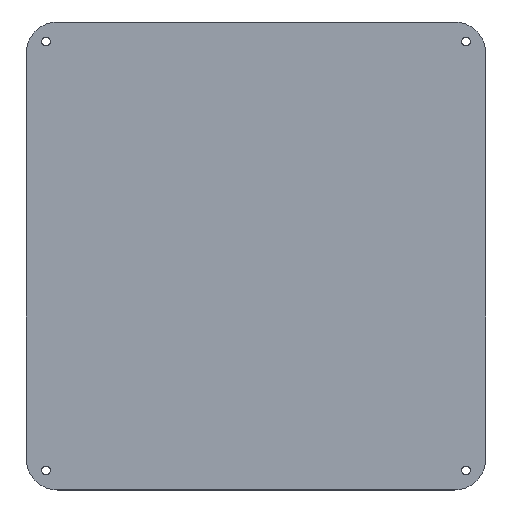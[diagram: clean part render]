
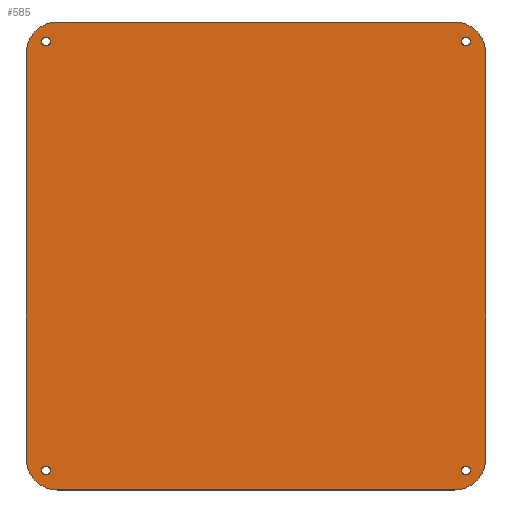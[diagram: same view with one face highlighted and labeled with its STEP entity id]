
A CAD part, top view. The second image highlights one B-rep face of the part: STEP entity #585.
In plain terms, the highlighted planar face has unit normal (0, 0, 1).
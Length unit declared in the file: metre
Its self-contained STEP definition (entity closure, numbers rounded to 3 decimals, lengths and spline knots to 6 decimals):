
#58=CIRCLE('',#671,0.0007);
#60=CIRCLE('',#674,0.0007);
#61=CIRCLE('',#675,0.0007);
#62=CIRCLE('',#676,0.0007);
#63=CIRCLE('',#677,0.005);
#64=CIRCLE('',#678,0.005);
#65=CIRCLE('',#679,0.005);
#66=CIRCLE('',#680,0.005);
#156=ORIENTED_EDGE('',*,*,#258,.F.);
#157=ORIENTED_EDGE('',*,*,#260,.F.);
#158=ORIENTED_EDGE('',*,*,#261,.F.);
#159=ORIENTED_EDGE('',*,*,#262,.F.);
#160=ORIENTED_EDGE('',*,*,#263,.T.);
#161=ORIENTED_EDGE('',*,*,#264,.T.);
#162=ORIENTED_EDGE('',*,*,#265,.T.);
#163=ORIENTED_EDGE('',*,*,#266,.T.);
#164=ORIENTED_EDGE('',*,*,#267,.F.);
#165=ORIENTED_EDGE('',*,*,#268,.T.);
#166=ORIENTED_EDGE('',*,*,#269,.F.);
#167=ORIENTED_EDGE('',*,*,#270,.T.);
#258=EDGE_CURVE('',#322,#322,#58,.T.);
#260=EDGE_CURVE('',#324,#324,#60,.T.);
#261=EDGE_CURVE('',#325,#325,#61,.T.);
#262=EDGE_CURVE('',#326,#326,#62,.T.);
#263=EDGE_CURVE('',#327,#328,#362,.T.);
#264=EDGE_CURVE('',#328,#329,#63,.T.);
#265=EDGE_CURVE('',#329,#330,#363,.T.);
#266=EDGE_CURVE('',#330,#331,#64,.T.);
#267=EDGE_CURVE('',#332,#331,#364,.T.);
#268=EDGE_CURVE('',#332,#333,#65,.T.);
#269=EDGE_CURVE('',#334,#333,#365,.T.);
#270=EDGE_CURVE('',#334,#327,#66,.T.);
#322=VERTEX_POINT('',#986);
#324=VERTEX_POINT('',#991);
#325=VERTEX_POINT('',#993);
#326=VERTEX_POINT('',#995);
#327=VERTEX_POINT('',#997);
#328=VERTEX_POINT('',#998);
#329=VERTEX_POINT('',#1000);
#330=VERTEX_POINT('',#1002);
#331=VERTEX_POINT('',#1004);
#332=VERTEX_POINT('',#1006);
#333=VERTEX_POINT('',#1008);
#334=VERTEX_POINT('',#1010);
#362=LINE('',#996,#394);
#363=LINE('',#1001,#395);
#364=LINE('',#1005,#396);
#365=LINE('',#1009,#397);
#394=VECTOR('',#826,1.);
#395=VECTOR('',#829,1.);
#396=VECTOR('',#832,1.);
#397=VECTOR('',#835,1.);
#454=EDGE_LOOP('',(#156));
#455=EDGE_LOOP('',(#157));
#456=EDGE_LOOP('',(#158));
#457=EDGE_LOOP('',(#159));
#458=EDGE_LOOP('',(#160,#161,#162,#163,#164,#165,#166,#167));
#522=FACE_BOUND('',#454,.T.);
#523=FACE_BOUND('',#455,.T.);
#524=FACE_BOUND('',#456,.T.);
#525=FACE_BOUND('',#457,.T.);
#526=FACE_BOUND('',#458,.T.);
#556=PLANE('',#673);
#585=ADVANCED_FACE('',(#522,#523,#524,#525,#526),#556,.T.);
#671=AXIS2_PLACEMENT_3D('',#985,#814,#815);
#673=AXIS2_PLACEMENT_3D('',#989,#818,#819);
#674=AXIS2_PLACEMENT_3D('',#990,#820,#821);
#675=AXIS2_PLACEMENT_3D('',#992,#822,#823);
#676=AXIS2_PLACEMENT_3D('',#994,#824,#825);
#677=AXIS2_PLACEMENT_3D('',#999,#827,#828);
#678=AXIS2_PLACEMENT_3D('',#1003,#830,#831);
#679=AXIS2_PLACEMENT_3D('',#1007,#833,#834);
#680=AXIS2_PLACEMENT_3D('',#1011,#836,#837);
#814=DIRECTION('',(0.,0.,1.));
#815=DIRECTION('',(1.,0.,0.));
#818=DIRECTION('',(0.,0.,1.));
#819=DIRECTION('',(1.,0.,0.));
#820=DIRECTION('',(0.,0.,1.));
#821=DIRECTION('',(1.,0.,0.));
#822=DIRECTION('',(0.,0.,1.));
#823=DIRECTION('',(1.,0.,0.));
#824=DIRECTION('',(0.,0.,1.));
#825=DIRECTION('',(1.,0.,0.));
#826=DIRECTION('',(0.,-1.,0.));
#827=DIRECTION('',(0.,0.,1.));
#828=DIRECTION('',(1.,0.,0.));
#829=DIRECTION('',(1.,0.,0.));
#830=DIRECTION('',(0.,0.,1.));
#831=DIRECTION('',(1.,0.,0.));
#832=DIRECTION('',(0.,-1.,0.));
#833=DIRECTION('',(0.,0.,1.));
#834=DIRECTION('',(1.,0.,0.));
#835=DIRECTION('',(1.,0.,0.));
#836=DIRECTION('',(0.,0.,1.));
#837=DIRECTION('',(1.,0.,0.));
#985=CARTESIAN_POINT('',(-0.031293,0.032839,0.00391));
#986=CARTESIAN_POINT('',(-0.030593,0.032839,0.00391));
#989=CARTESIAN_POINT('',(0.002682,-0.001836,0.00391));
#990=CARTESIAN_POINT('',(0.036657,-0.036511,0.00391));
#991=CARTESIAN_POINT('',(0.037357,-0.036511,0.00391));
#992=CARTESIAN_POINT('',(-0.031293,-0.036511,0.00391));
#993=CARTESIAN_POINT('',(-0.030593,-0.036511,0.00391));
#994=CARTESIAN_POINT('',(0.036657,0.032839,0.00391));
#995=CARTESIAN_POINT('',(0.037357,0.032839,0.00391));
#996=CARTESIAN_POINT('',(-0.034468,-0.001836,0.00391));
#997=CARTESIAN_POINT('',(-0.034468,0.031014,0.00391));
#998=CARTESIAN_POINT('',(-0.034468,-0.034686,0.00391));
#999=CARTESIAN_POINT('',(-0.029468,-0.034686,0.00391));
#1000=CARTESIAN_POINT('',(-0.029468,-0.039686,0.00391));
#1001=CARTESIAN_POINT('',(0.002682,-0.039686,0.00391));
#1002=CARTESIAN_POINT('',(0.034832,-0.039686,0.00391));
#1003=CARTESIAN_POINT('',(0.034832,-0.034686,0.00391));
#1004=CARTESIAN_POINT('',(0.039832,-0.034686,0.00391));
#1005=CARTESIAN_POINT('',(0.039832,-0.001836,0.00391));
#1006=CARTESIAN_POINT('',(0.039832,0.031014,0.00391));
#1007=CARTESIAN_POINT('',(0.034832,0.031014,0.00391));
#1008=CARTESIAN_POINT('',(0.034832,0.036014,0.00391));
#1009=CARTESIAN_POINT('',(0.002682,0.036014,0.00391));
#1010=CARTESIAN_POINT('',(-0.029468,0.036014,0.00391));
#1011=CARTESIAN_POINT('',(-0.029468,0.031014,0.00391));
